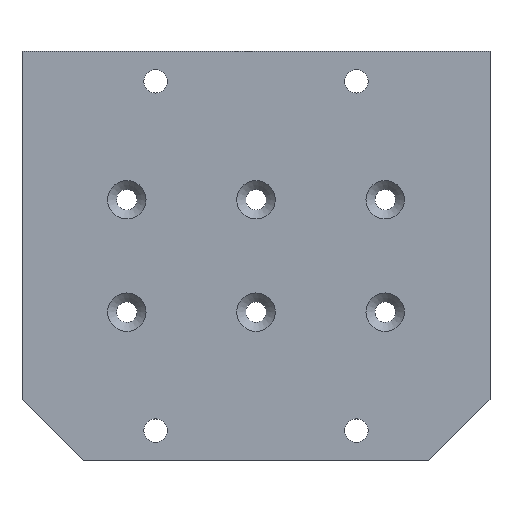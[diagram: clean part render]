
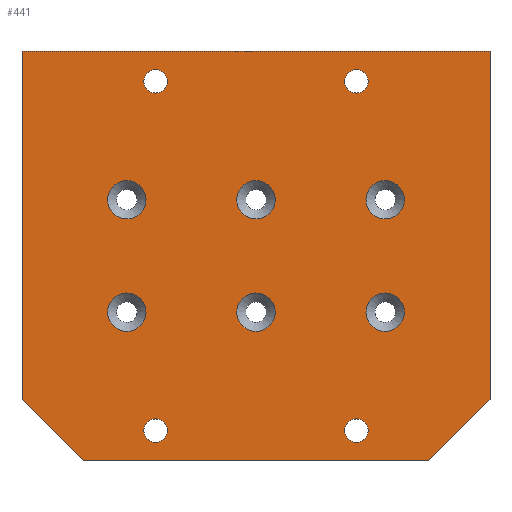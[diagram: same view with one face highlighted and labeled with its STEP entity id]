
A CAD part, top view. The second image highlights one B-rep face of the part: STEP entity #441.
In plain terms, the highlighted planar face has unit normal (0, 0, 1).
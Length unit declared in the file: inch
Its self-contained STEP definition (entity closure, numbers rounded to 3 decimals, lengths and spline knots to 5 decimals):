
#15=LINE('',#709,#33);
#19=LINE('',#717,#37);
#22=LINE('',#723,#40);
#23=LINE('',#725,#41);
#24=LINE('',#727,#42);
#25=LINE('',#728,#43);
#33=VECTOR('',#581,0.3937);
#37=VECTOR('',#587,0.3937);
#40=VECTOR('',#592,0.3937);
#41=VECTOR('',#593,0.3937);
#42=VECTOR('',#594,0.3937);
#43=VECTOR('',#595,0.3937);
#53=PLANE('',#501);
#77=FACE_BOUND('',#156,.T.);
#78=FACE_BOUND('',#157,.T.);
#79=FACE_BOUND('',#158,.T.);
#80=FACE_BOUND('',#159,.T.);
#81=FACE_BOUND('',#160,.T.);
#82=FACE_BOUND('',#161,.T.);
#83=FACE_BOUND('',#162,.T.);
#84=FACE_BOUND('',#163,.T.);
#85=FACE_BOUND('',#164,.T.);
#86=FACE_BOUND('',#165,.T.);
#119=FACE_OUTER_BOUND('',#155,.T.);
#155=EDGE_LOOP('',(#349,#350,#351,#352,#353,#354));
#156=EDGE_LOOP('',(#355));
#157=EDGE_LOOP('',(#356));
#158=EDGE_LOOP('',(#357));
#159=EDGE_LOOP('',(#358));
#160=EDGE_LOOP('',(#359));
#161=EDGE_LOOP('',(#360));
#162=EDGE_LOOP('',(#361));
#163=EDGE_LOOP('',(#362));
#164=EDGE_LOOP('',(#363));
#165=EDGE_LOOP('',(#364));
#207=CIRCLE('',#483,0.067);
#210=CIRCLE('',#488,0.067);
#213=CIRCLE('',#493,0.067);
#216=CIRCLE('',#498,0.067);
#217=CIRCLE('',#502,0.11024);
#218=CIRCLE('',#503,0.11024);
#219=CIRCLE('',#504,0.11024);
#220=CIRCLE('',#505,0.11024);
#221=CIRCLE('',#506,0.11024);
#222=CIRCLE('',#507,0.11024);
#237=VERTEX_POINT('',#680);
#240=VERTEX_POINT('',#688);
#243=VERTEX_POINT('',#696);
#246=VERTEX_POINT('',#704);
#247=VERTEX_POINT('',#707);
#248=VERTEX_POINT('',#708);
#251=VERTEX_POINT('',#716);
#253=VERTEX_POINT('',#722);
#254=VERTEX_POINT('',#724);
#255=VERTEX_POINT('',#726);
#256=VERTEX_POINT('',#729);
#257=VERTEX_POINT('',#731);
#258=VERTEX_POINT('',#733);
#259=VERTEX_POINT('',#735);
#260=VERTEX_POINT('',#737);
#261=VERTEX_POINT('',#739);
#279=EDGE_CURVE('',#237,#237,#207,.T.);
#282=EDGE_CURVE('',#240,#240,#210,.T.);
#285=EDGE_CURVE('',#243,#243,#213,.T.);
#288=EDGE_CURVE('',#246,#246,#216,.T.);
#289=EDGE_CURVE('',#247,#248,#15,.T.);
#293=EDGE_CURVE('',#251,#248,#19,.T.);
#296=EDGE_CURVE('',#247,#253,#22,.T.);
#297=EDGE_CURVE('',#253,#254,#23,.T.);
#298=EDGE_CURVE('',#254,#255,#24,.T.);
#299=EDGE_CURVE('',#251,#255,#25,.T.);
#300=EDGE_CURVE('',#256,#256,#217,.T.);
#301=EDGE_CURVE('',#257,#257,#218,.T.);
#302=EDGE_CURVE('',#258,#258,#219,.T.);
#303=EDGE_CURVE('',#259,#259,#220,.T.);
#304=EDGE_CURVE('',#260,#260,#221,.T.);
#305=EDGE_CURVE('',#261,#261,#222,.T.);
#349=ORIENTED_EDGE('',*,*,#289,.F.);
#350=ORIENTED_EDGE('',*,*,#296,.T.);
#351=ORIENTED_EDGE('',*,*,#297,.T.);
#352=ORIENTED_EDGE('',*,*,#298,.T.);
#353=ORIENTED_EDGE('',*,*,#299,.F.);
#354=ORIENTED_EDGE('',*,*,#293,.T.);
#355=ORIENTED_EDGE('',*,*,#279,.T.);
#356=ORIENTED_EDGE('',*,*,#282,.T.);
#357=ORIENTED_EDGE('',*,*,#285,.T.);
#358=ORIENTED_EDGE('',*,*,#288,.T.);
#359=ORIENTED_EDGE('',*,*,#300,.T.);
#360=ORIENTED_EDGE('',*,*,#301,.T.);
#361=ORIENTED_EDGE('',*,*,#302,.T.);
#362=ORIENTED_EDGE('',*,*,#303,.T.);
#363=ORIENTED_EDGE('',*,*,#304,.T.);
#364=ORIENTED_EDGE('',*,*,#305,.T.);
#441=ADVANCED_FACE('',(#119,#77,#78,#79,#80,#81,#82,#83,#84,#85,#86),#53,
 .T.);
#483=AXIS2_PLACEMENT_3D('',#681,#547,#548);
#488=AXIS2_PLACEMENT_3D('',#689,#557,#558);
#493=AXIS2_PLACEMENT_3D('',#697,#567,#568);
#498=AXIS2_PLACEMENT_3D('',#705,#577,#578);
#501=AXIS2_PLACEMENT_3D('',#721,#590,#591);
#502=AXIS2_PLACEMENT_3D('',#730,#596,#597);
#503=AXIS2_PLACEMENT_3D('',#732,#598,#599);
#504=AXIS2_PLACEMENT_3D('',#734,#600,#601);
#505=AXIS2_PLACEMENT_3D('',#736,#602,#603);
#506=AXIS2_PLACEMENT_3D('',#738,#604,#605);
#507=AXIS2_PLACEMENT_3D('',#740,#606,#607);
#547=DIRECTION('center_axis',(0.,0.,-1.));
#548=DIRECTION('ref_axis',(-1.,0.,0.));
#557=DIRECTION('center_axis',(0.,0.,-1.));
#558=DIRECTION('ref_axis',(-1.,0.,0.));
#567=DIRECTION('center_axis',(0.,0.,-1.));
#568=DIRECTION('ref_axis',(-1.,0.,0.));
#577=DIRECTION('center_axis',(0.,0.,-1.));
#578=DIRECTION('ref_axis',(-1.,0.,0.));
#581=DIRECTION('',(-0.707,-0.707,0.));
#587=DIRECTION('',(1.,0.,0.));
#590=DIRECTION('center_axis',(0.,0.,1.));
#591=DIRECTION('ref_axis',(1.,0.,0.));
#592=DIRECTION('',(0.,1.,0.));
#593=DIRECTION('',(-1.,0.,0.));
#594=DIRECTION('',(0.,-1.,0.));
#595=DIRECTION('',(-0.707,0.707,0.));
#596=DIRECTION('center_axis',(0.,0.,-1.));
#597=DIRECTION('ref_axis',(1.,0.,0.));
#598=DIRECTION('center_axis',(0.,0.,-1.));
#599=DIRECTION('ref_axis',(1.,0.,0.));
#600=DIRECTION('center_axis',(0.,0.,-1.));
#601=DIRECTION('ref_axis',(1.,0.,0.));
#602=DIRECTION('center_axis',(0.,0.,-1.));
#603=DIRECTION('ref_axis',(1.,0.,0.));
#604=DIRECTION('center_axis',(0.,0.,-1.));
#605=DIRECTION('ref_axis',(1.,0.,0.));
#606=DIRECTION('center_axis',(0.,0.,-1.));
#607=DIRECTION('ref_axis',(1.,0.,0.));
#680=CARTESIAN_POINT('',(-0.508,0.99991,0.25));
#681=CARTESIAN_POINT('Origin',(-0.575,0.99991,0.25));
#688=CARTESIAN_POINT('',(0.642,-1.00009,0.25));
#689=CARTESIAN_POINT('Origin',(0.575,-1.00009,0.25));
#696=CARTESIAN_POINT('',(-0.508,-1.00009,0.25));
#697=CARTESIAN_POINT('Origin',(-0.575,-1.00009,0.25));
#704=CARTESIAN_POINT('',(0.642,0.99991,0.25));
#705=CARTESIAN_POINT('Origin',(0.575,0.99991,0.25));
#707=CARTESIAN_POINT('',(1.34,-0.822,0.25));
#708=CARTESIAN_POINT('',(0.99,-1.172,0.25));
#709=CARTESIAN_POINT('',(1.123,-1.039,0.25));
#716=CARTESIAN_POINT('',(-0.99,-1.172,0.25));
#717=CARTESIAN_POINT('',(-1.34,-1.172,0.25));
#721=CARTESIAN_POINT('Origin',(0.,0.,0.25));
#722=CARTESIAN_POINT('',(1.34,1.172,0.25));
#723=CARTESIAN_POINT('',(1.34,-1.172,0.25));
#724=CARTESIAN_POINT('',(-1.34,1.172,0.25));
#725=CARTESIAN_POINT('',(1.34,1.172,0.25));
#726=CARTESIAN_POINT('',(-1.34,-0.822,0.25));
#727=CARTESIAN_POINT('',(-1.34,1.172,0.25));
#728=CARTESIAN_POINT('',(-1.123,-1.039,0.25));
#729=CARTESIAN_POINT('',(0.11024,0.322,0.25));
#730=CARTESIAN_POINT('Origin',(0.,0.322,0.25));
#731=CARTESIAN_POINT('',(0.85024,-0.322,0.25));
#732=CARTESIAN_POINT('Origin',(0.74,-0.322,0.25));
#733=CARTESIAN_POINT('',(-0.62976,0.322,0.25));
#734=CARTESIAN_POINT('Origin',(-0.74,0.322,0.25));
#735=CARTESIAN_POINT('',(-0.62976,-0.322,0.25));
#736=CARTESIAN_POINT('Origin',(-0.74,-0.322,0.25));
#737=CARTESIAN_POINT('',(0.85024,0.322,0.25));
#738=CARTESIAN_POINT('Origin',(0.74,0.322,0.25));
#739=CARTESIAN_POINT('',(0.11024,-0.322,0.25));
#740=CARTESIAN_POINT('Origin',(0.,-0.322,0.25));
